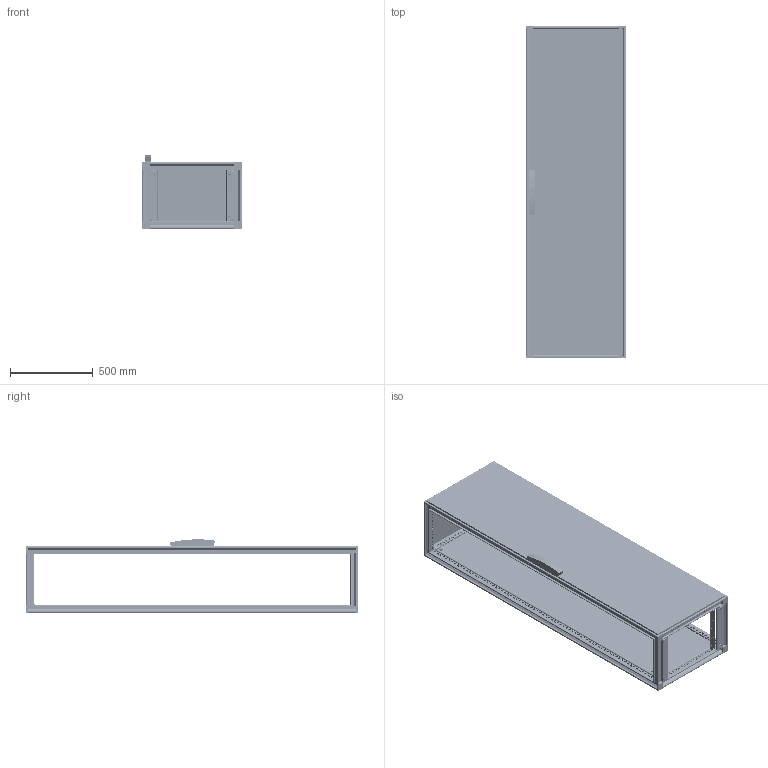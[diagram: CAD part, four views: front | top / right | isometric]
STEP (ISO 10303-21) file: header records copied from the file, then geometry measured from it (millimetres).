
FILE_DESCRIPTION(('STEP AP242'),'1');
FILE_NAME('nsysf20640p.stp','2018-11-08T11:53:05',('TraceParts'),('TraceParts S.A.'),'Spatial InterOp 3D',' ',' ');
FILE_SCHEMA(('AP242_MANAGED_MODEL_BASED_3D_ENGINEERING_MIM_LF {1 0 10303 442 1 1 4}'));
Length unit declared in the file: millimetre
Products named in the file (1): nsysf20640p_1
Bounding box: 600 x 2001.5 x 442.82 mm (x, y, z)
Volume: 13676042 mm3; surface area: 11373390.8 mm2
Topology: 3 solids, 3 shells, 8506 faces, 24551 edges, 15886 vertices
Faces by surface type: plane 4531, cylinder 3967, torus 8
Entity records: 288552 total; most frequent: CARTESIAN_POINT 49542, DIRECTION 49403, ORIENTED_EDGE 49102, EDGE_CURVE 24551, LINE 16645, VECTOR 16645, AXIS2_PLACEMENT_3D 16379, VERTEX_POINT 15886
